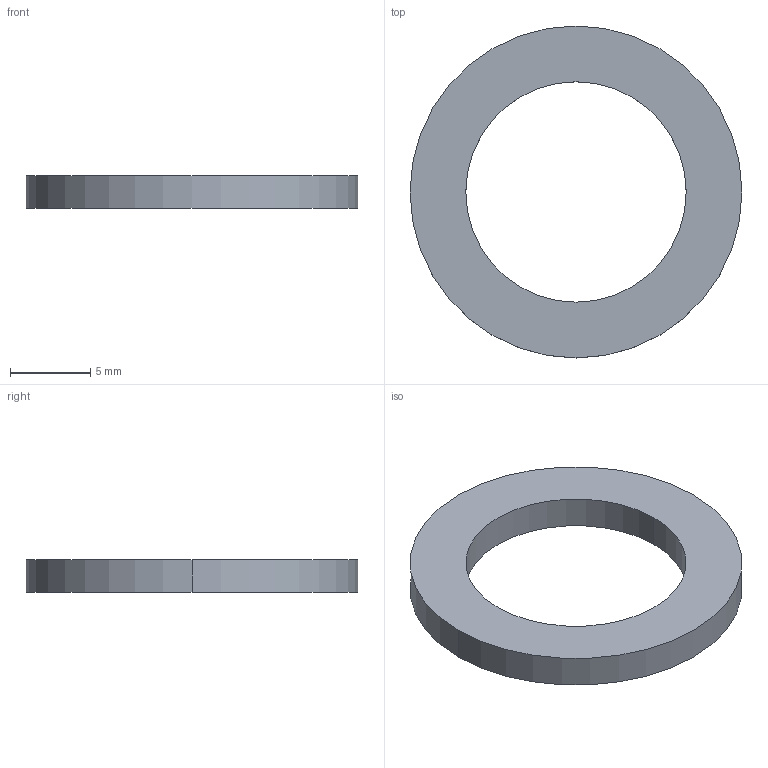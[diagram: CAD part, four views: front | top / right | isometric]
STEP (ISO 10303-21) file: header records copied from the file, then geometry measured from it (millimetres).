
FILE_DESCRIPTION(/* description */ (''),/* implementation_level */ '2;1');
FILE_NAME(/* name */ 'WU500-S1.stp',/* time_stamp */ '2022-02-03T10:43:14+09:00',/* author */ (''),/* organization */ (''),/* preprocessor_version */ 'ST-DEVELOPER v16',/* originating_system */ 'SIEMENS PLM Software NX 10.0',/* authorisation */ '');
FILE_SCHEMA (('AUTOMOTIVE_DESIGN { 1 0 10303 214 3 1 1 1 }'));
Length unit declared in the file: millimetre
Products named in the file (1): WU500-S1
Bounding box: 20.64 x 20.64 x 2.03 mm (x, y, z)
Volume: 379.6 mm3; surface area: 593 mm2
Topology: 1 solids, 1 shells, 6 faces, 12 edges, 9 vertices
Faces by surface type: cylinder 4, plane 2
Entity records: 220 total; most frequent: DIRECTION 38, CARTESIAN_POINT 30, ORIENTED_EDGE 24, AXIS2_PLACEMENT_3D 17, EDGE_CURVE 12, EDGE_LOOP 8, VERTEX_POINT 8, CIRCLE 8
